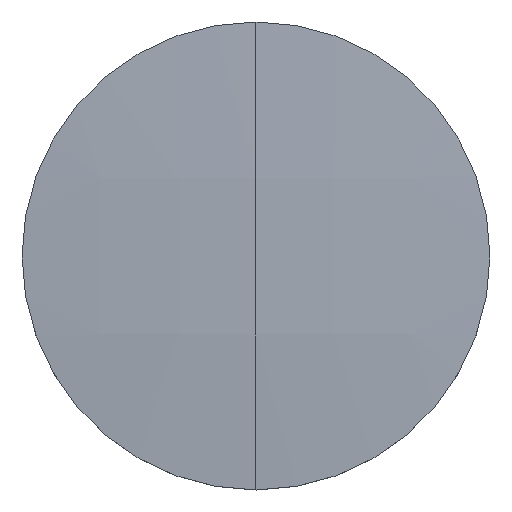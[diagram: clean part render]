
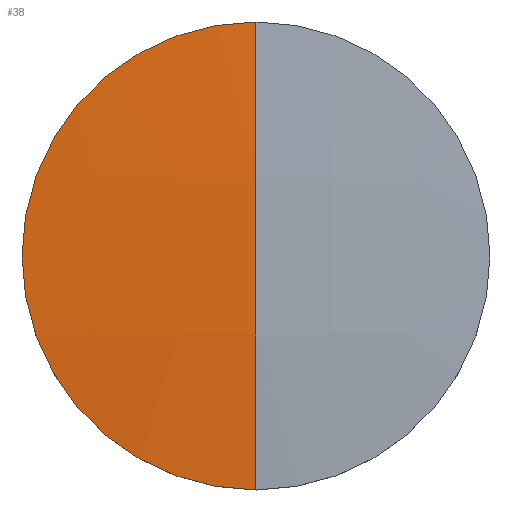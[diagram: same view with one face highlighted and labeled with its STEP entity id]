
A CAD part, top view. The second image highlights one B-rep face of the part: STEP entity #38.
In plain terms, the highlighted free-form (B-spline) face has degree [3, 3] with [4, 4] control points.
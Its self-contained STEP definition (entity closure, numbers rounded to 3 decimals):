
#3 = CIRCLE ( 'NONE', #119, 12.7 ) ;
#7 = CARTESIAN_POINT ( 'NONE',  ( -12.747, -12.852, 2.135 ) ) ;
#8 = ORIENTED_EDGE ( 'NONE', *, *, #29, .F. ) ;
#14 = DIRECTION ( 'NONE',  ( 1., 0., 0. ) ) ;
#18 = CARTESIAN_POINT ( 'NONE',  ( -12.7, 0., 2.575 ) ) ;
#26 = CARTESIAN_POINT ( 'NONE',  ( -8.53, -4.291, 3.002 ) ) ;
#29 = EDGE_CURVE ( 'NONE', #175, #133, #3, .T. ) ;
#30 = CARTESIAN_POINT ( 'NONE',  ( -4.266, -4.291, 3.145 ) ) ;
#38 = ADVANCED_FACE ( 'NONE', ( #165 ), #260, .T. ) ;
#54 = CARTESIAN_POINT ( 'NONE',  ( -8.53, 4.291, 3.002 ) ) ;
#78 = EDGE_CURVE ( 'NONE', #233, #175, #113, .T. ) ;
#79 = EDGE_CURVE ( 'NONE', #233, #133, #141, .T. ) ;
#80 = CARTESIAN_POINT ( 'NONE',  ( -12.747, 12.852, 2.135 ) ) ;
#81 = DIRECTION ( 'NONE',  ( 1., 0., 0. ) ) ;
#101 = CARTESIAN_POINT ( 'NONE',  ( 0., 12.852, 2.565 ) ) ;
#106 = ORIENTED_EDGE ( 'NONE', *, *, #78, .F. ) ;
#113 = CIRCLE ( 'NONE', #174, 12.7 ) ;
#115 = CARTESIAN_POINT ( 'NONE',  ( 0., -12.7, 2.575 ) ) ;
#119 = AXIS2_PLACEMENT_3D ( 'NONE', #143, #280, #81 ) ;
#122 = CARTESIAN_POINT ( 'NONE',  ( -4.253, 12.852, 2.565 ) ) ;
#127 = CARTESIAN_POINT ( 'NONE',  ( -4.253, -12.852, 2.565 ) ) ;
#133 = VERTEX_POINT ( 'NONE', #184 ) ;
#141 = CIRCLE ( 'NONE', #229, 189.9 ) ;
#143 = CARTESIAN_POINT ( 'NONE',  ( 0., 0., 2.575 ) ) ;
#148 = CARTESIAN_POINT ( 'NONE',  ( 0., -4.291, 3.145 ) ) ;
#152 = DIRECTION ( 'NONE',  ( 0., -1., 0. ) ) ;
#165 = FACE_OUTER_BOUND ( 'NONE', #191, .T. ) ;
#174 = AXIS2_PLACEMENT_3D ( 'NONE', #288, #287, #14 ) ;
#175 = VERTEX_POINT ( 'NONE', #18 ) ;
#177 = ORIENTED_EDGE ( 'NONE', *, *, #79, .T. ) ;
#184 = CARTESIAN_POINT ( 'NONE',  ( 0., 12.7, 2.575 ) ) ;
#191 = EDGE_LOOP ( 'NONE', ( #106, #177, #8 ) ) ;
#198 = CARTESIAN_POINT ( 'NONE',  ( -12.786, -4.291, 2.715 ) ) ;
#199 = CARTESIAN_POINT ( 'NONE',  ( -4.266, 4.291, 3.145 ) ) ;
#217 = CARTESIAN_POINT ( 'NONE',  ( -12.786, 4.291, 2.715 ) ) ;
#229 = AXIS2_PLACEMENT_3D ( 'NONE', #282, #241, #152 ) ;
#233 = VERTEX_POINT ( 'NONE', #115 ) ;
#236 = CARTESIAN_POINT ( 'NONE',  ( 0., 4.291, 3.145 ) ) ;
#238 = CARTESIAN_POINT ( 'NONE',  ( 0., -12.852, 2.565 ) ) ;
#241 = DIRECTION ( 'NONE',  ( -1., 0., 0. ) ) ;
#254 = CARTESIAN_POINT ( 'NONE',  ( -8.503, 12.852, 2.421 ) ) ;
#260 =( BOUNDED_SURFACE ( )  B_SPLINE_SURFACE ( 3, 3, ( 
 ( #238, #127, #281, #7 ),
 ( #148, #30, #26, #198 ),
 ( #236, #199, #54, #217 ),
 ( #101, #122, #254, #80 ) ),
 .UNSPECIFIED., .F., .F., .F. ) 
 B_SPLINE_SURFACE_WITH_KNOTS ( ( 4, 4 ),
 ( 4, 4 ),
 ( 0., 1. ),
 ( 0., 1. ),
 .UNSPECIFIED. ) 
 GEOMETRIC_REPRESENTATION_ITEM ( )  RATIONAL_B_SPLINE_SURFACE ( (
 ( 1., 1., 1., 1.),
 ( 0.998, 0.998, 0.998, 0.998),
 ( 0.998, 0.998, 0.998, 0.998),
 ( 1., 1., 1., 1.) ) ) 
 REPRESENTATION_ITEM ( '' )  SURFACE ( )  );
#280 = DIRECTION ( 'NONE',  ( 0., 0., -1. ) ) ;
#281 = CARTESIAN_POINT ( 'NONE',  ( -8.503, -12.852, 2.421 ) ) ;
#282 = CARTESIAN_POINT ( 'NONE',  ( 0., 0., -186.9 ) ) ;
#287 = DIRECTION ( 'NONE',  ( 0., 0., -1. ) ) ;
#288 = CARTESIAN_POINT ( 'NONE',  ( 0., 0., 2.575 ) ) ;
